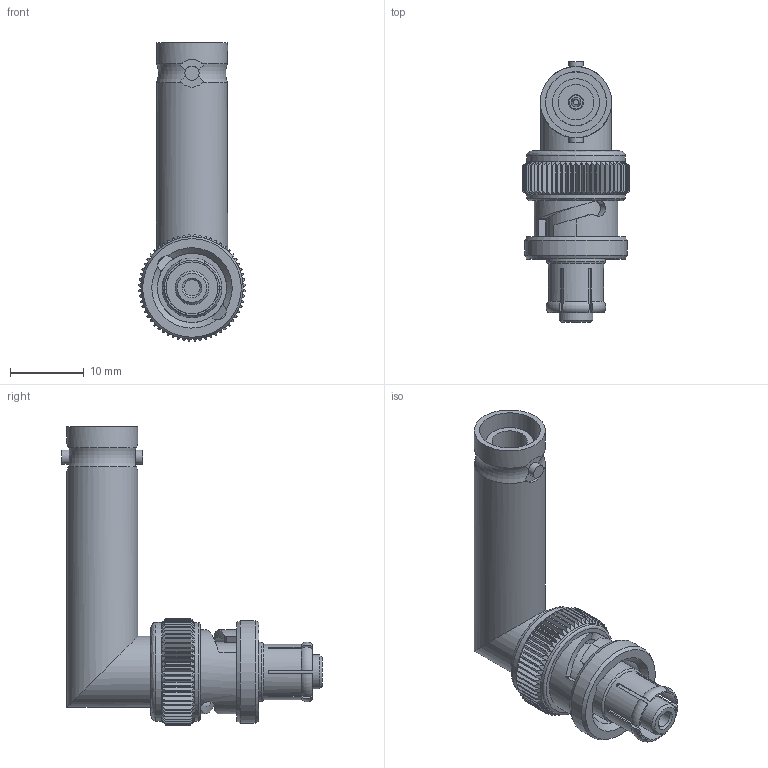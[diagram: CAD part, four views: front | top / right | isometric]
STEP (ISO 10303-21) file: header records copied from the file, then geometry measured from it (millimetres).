
FILE_DESCRIPTION (( 'STEP AP203' ), '1' );
FILE_NAME ('SM3855_3D.step', '2021-08-13T16:02:03', ( '' ), ( '' ), 'SwSTEP 2.0', 'SolidWorks 2021', '' );
FILE_SCHEMA (( 'CONFIG_CONTROL_DESIGN' ));
Length unit declared in the file: inch
Products named in the file (1): SM3855_3D
Bounding box: 14.47 x 35.36 x 40.51 mm (x, y, z)
Volume: 4040 mm3; surface area: 4466 mm2
Topology: 1 solids, 1 shells, 310 faces, 886 edges, 587 vertices
Faces by surface type: plane 179, cylinder 101, cone 10, torus 10, bspline 10
Full cylindrical faces by diameter (mm): 1.27 x1, 1.918 x2, 2.083 x1, 2.184 x1, 4.595 x1, 4.826 x1, 6.35 x1, 7.057 x1, 7.501 x1, 8.009 x1, 8.255 x1, 9.395 x1, 9.652 x3, 10.668 x1, 11.395 x1, 13.38 x1, 13.424 x1, 13.922 x1
Entity records: 11669 total; most frequent: CARTESIAN_POINT 4259, ORIENTED_EDGE 1660, DIRECTION 1324, EDGE_CURVE 830, VERTEX_POINT 566, AXIS2_PLACEMENT_3D 526, EDGE_LOOP 354, FACE_OUTER_BOUND 333
